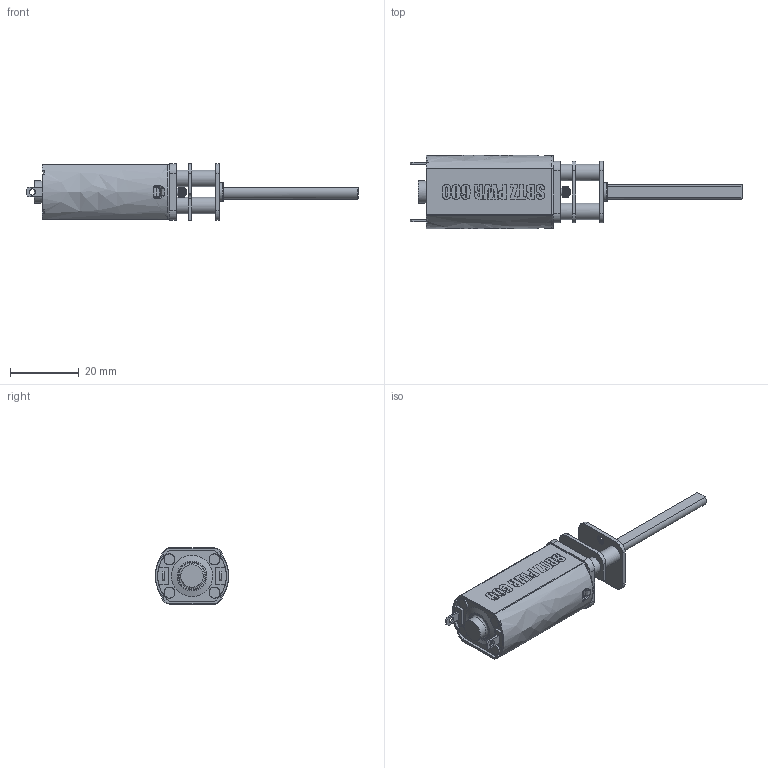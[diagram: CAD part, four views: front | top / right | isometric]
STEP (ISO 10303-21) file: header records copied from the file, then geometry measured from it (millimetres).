
FILE_DESCRIPTION(('FreeCAD Model'),'2;1');
FILE_NAME('Open CASCADE Shape Model','2025-05-03T03:59:50',('FreeCAD'),( 'FreeCAD'),'Open CASCADE STEP processor 7.6','FreeCAD','Unknown');
FILE_SCHEMA(('AUTOMOTIVE_DESIGN { 1 0 10303 214 1 1 1 1 }'));
Length unit declared in the file: millimetre
Products named in the file (1): Open CASCADE STEP translator 7.6 1
Bounding box: 96.44 x 21.22 x 16.54 mm (x, y, z)
Volume: 13161.9 mm3; surface area: 6207.4 mm2
Topology: 5 solids, 5 shells, 655 faces, 1764 edges, 1148 vertices
Faces by surface type: bspline 655
Entity records: 24771 total; most frequent: CARTESIAN_POINT 14227, ORIENTED_EDGE 3504, EDGE_CURVE 1752, B_SPLINE_CURVE_WITH_KNOTS 1508, VERTEX_POINT 1148, FACE_BOUND 718, EDGE_LOOP 718, ADVANCED_FACE 655
